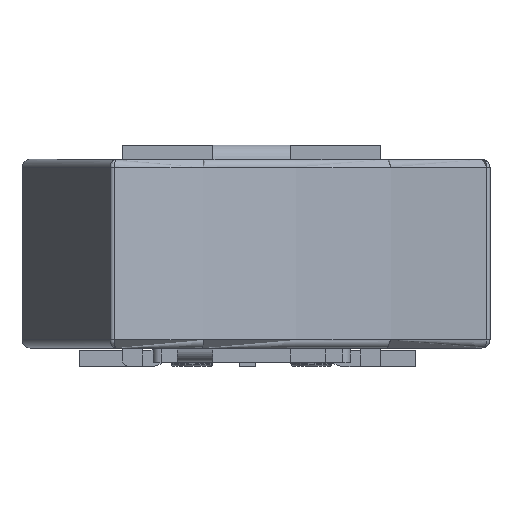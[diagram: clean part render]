
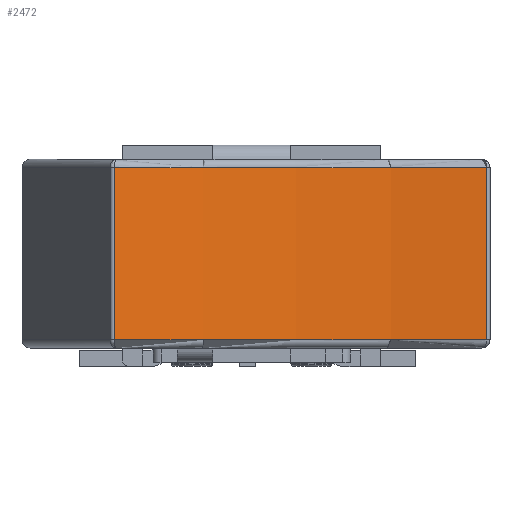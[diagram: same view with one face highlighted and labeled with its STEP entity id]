
A CAD part, left-side view. The second image highlights one B-rep face of the part: STEP entity #2472.
In plain terms, the highlighted cylindrical face has radius 24.375 mm (diameter 48.75 mm), a partial arc.
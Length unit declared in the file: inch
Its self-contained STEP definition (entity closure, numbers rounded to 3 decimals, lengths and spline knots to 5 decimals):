
#1548=CARTESIAN_POINT('',(-0.52848,-0.2865,0.21732));
#1549=VERTEX_POINT('',#1548);
#2260=CARTESIAN_POINT('',(-0.62901,0.16696,0.21732));
#2261=VERTEX_POINT('',#2260);
#2374=CARTESIAN_POINT('',(-1.48779,-0.2613,0.21732));
#2375=DIRECTION('',(0.0,0.0,-1.0));
#2376=DIRECTION('',(0.976,0.216,0.0));
#2377=AXIS2_PLACEMENT_3D('',#2374,#2375,#2376);
#2378=CIRCLE('',#2377,0.95965);
#2379=EDGE_CURVE('',#2261,#1549,#2378,.T.);
#2422=CARTESIAN_POINT('',(-0.52848,-0.2865,0.00709));
#2423=VERTEX_POINT('',#2422);
#2424=CARTESIAN_POINT('',(-0.52848,-0.2865,0.00709));
#2425=DIRECTION('',(0.0,0.0,1.0));
#2426=VECTOR('',#2425,0.21024);
#2427=LINE('',#2424,#2426);
#2428=EDGE_CURVE('',#2423,#1549,#2427,.T.);
#2448=CARTESIAN_POINT('',(-1.48779,-0.2613,-0.00343));
#2449=DIRECTION('',(0.0,0.0,1.0));
#2450=DIRECTION('',(-1.,0.026,0.0));
#2451=AXIS2_PLACEMENT_3D('',#2448,#2449,#2450);
#2452=CYLINDRICAL_SURFACE('',#2451,0.95965);
#2453=ORIENTED_EDGE('',*,*,#2379,.F.);
#2454=CARTESIAN_POINT('',(-0.62901,0.16696,0.00709));
#2455=VERTEX_POINT('',#2454);
#2456=CARTESIAN_POINT('',(-0.62901,0.16696,0.00709));
#2457=DIRECTION('',(0.0,0.0,1.0));
#2458=VECTOR('',#2457,0.21024);
#2459=LINE('',#2456,#2458);
#2460=EDGE_CURVE('',#2455,#2261,#2459,.T.);
#2461=ORIENTED_EDGE('',*,*,#2460,.F.);
#2462=CARTESIAN_POINT('',(-1.48779,-0.2613,0.00709));
#2463=DIRECTION('',(0.0,0.0,1.0));
#2464=DIRECTION('',(0.976,0.216,0.0));
#2465=AXIS2_PLACEMENT_3D('',#2462,#2463,#2464);
#2466=CIRCLE('',#2465,0.95965);
#2467=EDGE_CURVE('',#2423,#2455,#2466,.T.);
#2468=ORIENTED_EDGE('',*,*,#2467,.F.);
#2469=ORIENTED_EDGE('',*,*,#2428,.T.);
#2470=EDGE_LOOP('',(#2453,#2461,#2468,#2469));
#2471=FACE_OUTER_BOUND('',#2470,.T.);
#2472=ADVANCED_FACE('',(#2471),#2452,.F.);
